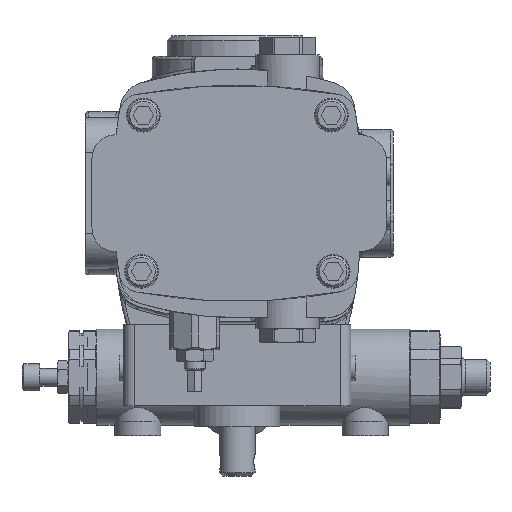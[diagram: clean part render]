
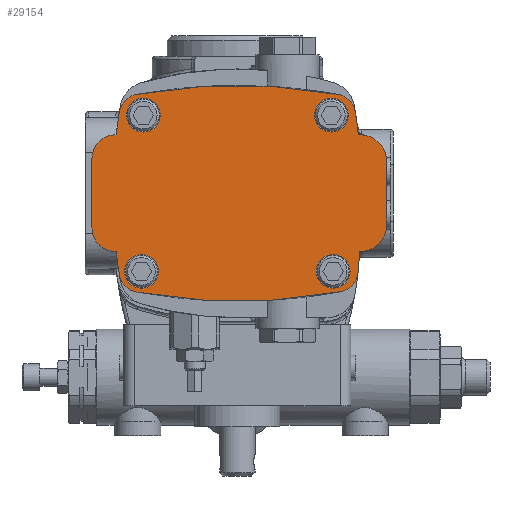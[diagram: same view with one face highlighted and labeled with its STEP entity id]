
A CAD part, front view. The second image highlights one B-rep face of the part: STEP entity #29154.
In plain terms, the highlighted planar face has unit normal (0, 1, 0).
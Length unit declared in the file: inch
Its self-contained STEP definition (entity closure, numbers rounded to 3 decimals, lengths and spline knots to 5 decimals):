
#28065=CARTESIAN_POINT('',(2.13092,-9.748,1.03));
#28066=VERTEX_POINT('',#28065);
#28073=CARTESIAN_POINT('',(2.077,-9.748,1.43455));
#28074=VERTEX_POINT('',#28073);
#28075=CARTESIAN_POINT('',(-3.84,-9.748,0.44));
#28076=DIRECTION('',(0.0,-1.0,0.0));
#28077=DIRECTION('',(0.995,0.0,0.098));
#28078=AXIS2_PLACEMENT_3D('',#28075,#28076,#28077);
#28079=CIRCLE('',#28078,6.0);
#28080=EDGE_CURVE('',#28066,#28074,#28079,.T.);
#28116=CARTESIAN_POINT('',(2.12411,-9.748,-1.40528));
#28117=VERTEX_POINT('',#28116);
#28124=CARTESIAN_POINT('',(2.15347,-9.748,-1.02995));
#28125=VERTEX_POINT('',#28124);
#28126=CARTESIAN_POINT('',(-3.84,-9.748,-0.75));
#28127=DIRECTION('',(0.0,-1.0,0.0));
#28128=DIRECTION('',(0.994,0.0,-0.109));
#28129=AXIS2_PLACEMENT_3D('',#28126,#28127,#28128);
#28130=CIRCLE('',#28129,6.);
#28131=EDGE_CURVE('',#28117,#28125,#28130,.T.);
#28174=CARTESIAN_POINT('',(1.81959,-9.748,-1.73306));
#28175=VERTEX_POINT('',#28174);
#28176=CARTESIAN_POINT('',(1.75135,-9.748,-1.36432));
#28177=DIRECTION('',(0.0,-1.0,0.0));
#28178=DIRECTION('',(0.182,0.0,-0.983));
#28179=AXIS2_PLACEMENT_3D('',#28176,#28177,#28178);
#28180=CIRCLE('',#28179,0.375);
#28181=EDGE_CURVE('',#28175,#28117,#28180,.T.);
#28199=CARTESIAN_POINT('',(-1.74757,-9.748,-1.74612));
#28200=VERTEX_POINT('',#28199);
#28201=CARTESIAN_POINT('',(0.0,-9.748,8.1));
#28202=DIRECTION('',(0.0,-1.0,0.0));
#28203=DIRECTION('',(-0.175,0.0,-0.985));
#28204=AXIS2_PLACEMENT_3D('',#28201,#28202,#28203);
#28205=CIRCLE('',#28204,10.0);
#28206=EDGE_CURVE('',#28200,#28175,#28205,.T.);
#28248=CARTESIAN_POINT('',(1.7737,-9.748,1.74144));
#28249=VERTEX_POINT('',#28248);
#28250=CARTESIAN_POINT('',(-1.7737,-9.748,1.74144));
#28251=VERTEX_POINT('',#28250);
#28252=CARTESIAN_POINT('',(0.0,-9.748,-8.1));
#28253=DIRECTION('',(0.0,-1.0,0.0));
#28254=DIRECTION('',(0.177,0.0,0.984));
#28255=AXIS2_PLACEMENT_3D('',#28252,#28253,#28254);
#28256=CIRCLE('',#28255,10.);
#28257=EDGE_CURVE('',#28249,#28251,#28256,.T.);
#28304=CARTESIAN_POINT('',(1.70719,-9.748,1.37239));
#28305=DIRECTION('',(0.0,-1.0,0.0));
#28306=DIRECTION('',(0.986,0.0,0.166));
#28307=AXIS2_PLACEMENT_3D('',#28304,#28305,#28306);
#28308=CIRCLE('',#28307,0.375);
#28309=EDGE_CURVE('',#28074,#28249,#28308,.T.);
#28390=CARTESIAN_POINT('',(2.63,-9.748,-0.56));
#28391=VERTEX_POINT('',#28390);
#28398=CARTESIAN_POINT('',(2.63,-9.748,0.56));
#28399=VERTEX_POINT('',#28398);
#28400=CARTESIAN_POINT('',(2.63,-9.748,-0.56));
#28401=DIRECTION('',(0.0,0.0,1.0));
#28402=VECTOR('',#28401,1.12);
#28403=LINE('',#28400,#28402);
#28404=EDGE_CURVE('',#28391,#28399,#28403,.T.);
#28428=CARTESIAN_POINT('',(2.16,-9.748,1.03));
#28429=VERTEX_POINT('',#28428);
#28436=CARTESIAN_POINT('',(2.13092,-9.748,1.03));
#28437=DIRECTION('',(1.0,0.0,0.0));
#28438=VECTOR('',#28437,0.02908);
#28439=LINE('',#28436,#28438);
#28440=EDGE_CURVE('',#28066,#28429,#28439,.T.);
#28461=CARTESIAN_POINT('',(2.16,-9.748,-0.56));
#28462=DIRECTION('',(0.0,-1.0,0.0));
#28463=DIRECTION('',(0.0,0.0,-1.0));
#28464=AXIS2_PLACEMENT_3D('',#28461,#28462,#28463);
#28465=CIRCLE('',#28464,0.47);
#28466=EDGE_CURVE('',#28125,#28391,#28465,.T.);
#28481=CARTESIAN_POINT('',(2.16,-9.748,0.56));
#28482=DIRECTION('',(0.0,-1.0,0.0));
#28483=DIRECTION('',(1.0,0.0,0.0));
#28484=AXIS2_PLACEMENT_3D('',#28481,#28482,#28483);
#28485=CIRCLE('',#28484,0.47);
#28486=EDGE_CURVE('',#28399,#28429,#28485,.T.);
#28505=CARTESIAN_POINT('',(1.9845,-9.748,-1.375));
#28506=VERTEX_POINT('',#28505);
#28507=CARTESIAN_POINT('',(1.6875,-9.748,-1.375));
#28508=DIRECTION('',(0.0,-1.0,0.0));
#28509=DIRECTION('',(-1.0,0.0,0.0));
#28510=AXIS2_PLACEMENT_3D('',#28507,#28508,#28509);
#28511=CIRCLE('',#28510,0.297);
#28512=EDGE_CURVE('',#28506,#28506,#28511,.T.);
#28533=CARTESIAN_POINT('',(1.953,-9.748,1.375));
#28534=VERTEX_POINT('',#28533);
#28535=CARTESIAN_POINT('',(1.656,-9.748,1.375));
#28536=DIRECTION('',(0.0,-1.0,0.0));
#28537=DIRECTION('',(-1.0,0.0,0.0));
#28538=AXIS2_PLACEMENT_3D('',#28535,#28536,#28537);
#28539=CIRCLE('',#28538,0.297);
#28540=EDGE_CURVE('',#28534,#28534,#28539,.T.);
#28561=CARTESIAN_POINT('',(-1.3905,-9.748,-1.375));
#28562=VERTEX_POINT('',#28561);
#28563=CARTESIAN_POINT('',(-1.6875,-9.748,-1.375));
#28564=DIRECTION('',(0.0,-1.0,0.0));
#28565=DIRECTION('',(-1.0,0.0,0.0));
#28566=AXIS2_PLACEMENT_3D('',#28563,#28564,#28565);
#28567=CIRCLE('',#28566,0.297);
#28568=EDGE_CURVE('',#28562,#28562,#28567,.T.);
#28589=CARTESIAN_POINT('',(-1.359,-9.748,1.375));
#28590=VERTEX_POINT('',#28589);
#28591=CARTESIAN_POINT('',(-1.656,-9.748,1.375));
#28592=DIRECTION('',(0.0,-1.0,0.0));
#28593=DIRECTION('',(-1.0,0.0,0.0));
#28594=AXIS2_PLACEMENT_3D('',#28591,#28592,#28593);
#28595=CIRCLE('',#28594,0.297);
#28596=EDGE_CURVE('',#28590,#28590,#28595,.T.);
#28933=CARTESIAN_POINT('',(-2.077,-9.748,1.43455));
#28934=VERTEX_POINT('',#28933);
#28935=CARTESIAN_POINT('',(-1.70719,-9.748,1.37239));
#28936=DIRECTION('',(0.0,-1.0,0.0));
#28937=DIRECTION('',(-0.177,0.0,0.984));
#28938=AXIS2_PLACEMENT_3D('',#28935,#28936,#28937);
#28939=CIRCLE('',#28938,0.375);
#28940=EDGE_CURVE('',#28251,#28934,#28939,.T.);
#28958=CARTESIAN_POINT('',(-2.07683,-9.748,-1.43553));
#28959=VERTEX_POINT('',#28958);
#28960=CARTESIAN_POINT('',(-1.70703,-9.748,-1.37331));
#28961=DIRECTION('',(0.0,-1.0,0.0));
#28962=DIRECTION('',(-0.986,0.0,-0.166));
#28963=AXIS2_PLACEMENT_3D('',#28960,#28961,#28962);
#28964=CIRCLE('',#28963,0.375);
#28965=EDGE_CURVE('',#28959,#28200,#28964,.T.);
#29072=CARTESIAN_POINT('',(-2.6638,-9.748,0.00018));
#29073=DIRECTION('',(0.0,1.0,0.0));
#29074=DIRECTION('',(0.0,0.0,1.0));
#29075=AXIS2_PLACEMENT_3D('',#29072,#29073,#29074);
#29076=PLANE('',#29075);
#29077=CARTESIAN_POINT('',(-2.13093,-9.748,-1.0299));
#29078=VERTEX_POINT('',#29077);
#29079=CARTESIAN_POINT('',(3.84,-9.748,-0.44));
#29080=DIRECTION('',(0.0,1.0,0.0));
#29081=DIRECTION('',(-0.986,0.0,-0.166));
#29082=AXIS2_PLACEMENT_3D('',#29079,#29080,#29081);
#29083=CIRCLE('',#29082,6.);
#29084=EDGE_CURVE('',#28959,#29078,#29083,.T.);
#29085=ORIENTED_EDGE('',*,*,#29084,.T.);
#29086=CARTESIAN_POINT('',(-2.56,-9.748,-0.61));
#29087=VERTEX_POINT('',#29086);
#29088=CARTESIAN_POINT('',(-2.14,-9.748,-0.61));
#29089=DIRECTION('',(0.0,1.0,0.0));
#29090=DIRECTION('',(0.0,0.0,-1.0));
#29091=AXIS2_PLACEMENT_3D('',#29088,#29089,#29090);
#29092=CIRCLE('',#29091,0.42);
#29093=EDGE_CURVE('',#29078,#29087,#29092,.T.);
#29094=ORIENTED_EDGE('',*,*,#29093,.T.);
#29095=CARTESIAN_POINT('',(-2.56,-9.748,0.61));
#29096=VERTEX_POINT('',#29095);
#29097=CARTESIAN_POINT('',(-2.56,-9.748,-0.61));
#29098=DIRECTION('',(0.0,0.0,1.0));
#29099=VECTOR('',#29098,1.22);
#29100=LINE('',#29097,#29099);
#29101=EDGE_CURVE('',#29087,#29096,#29100,.T.);
#29102=ORIENTED_EDGE('',*,*,#29101,.T.);
#29103=CARTESIAN_POINT('',(-2.13545,-9.748,1.03));
#29104=VERTEX_POINT('',#29103);
#29105=CARTESIAN_POINT('',(-2.14,-9.748,0.61));
#29106=DIRECTION('',(0.0,1.0,0.0));
#29107=DIRECTION('',(-1.0,0.0,0.0));
#29108=AXIS2_PLACEMENT_3D('',#29105,#29106,#29107);
#29109=CIRCLE('',#29108,0.42);
#29110=EDGE_CURVE('',#29096,#29104,#29109,.T.);
#29111=ORIENTED_EDGE('',*,*,#29110,.T.);
#29112=CARTESIAN_POINT('',(-2.13047,-9.748,1.0345));
#29113=VERTEX_POINT('',#29112);
#29114=CARTESIAN_POINT('',(-2.13545,-9.748,1.035));
#29115=DIRECTION('',(0.0,-1.0,0.0));
#29116=DIRECTION('',(0.0,0.0,-1.0));
#29117=AXIS2_PLACEMENT_3D('',#29114,#29115,#29116);
#29118=CIRCLE('',#29117,0.005);
#29119=EDGE_CURVE('',#29104,#29113,#29118,.T.);
#29120=ORIENTED_EDGE('',*,*,#29119,.T.);
#29121=CARTESIAN_POINT('',(3.84,-9.748,0.44));
#29122=DIRECTION('',(0.0,1.0,0.0));
#29123=DIRECTION('',(-0.995,0.0,0.099));
#29124=AXIS2_PLACEMENT_3D('',#29121,#29122,#29123);
#29125=CIRCLE('',#29124,6.0);
#29126=EDGE_CURVE('',#29113,#28934,#29125,.T.);
#29127=ORIENTED_EDGE('',*,*,#29126,.T.);
#29128=ORIENTED_EDGE('',*,*,#28940,.F.);
#29129=ORIENTED_EDGE('',*,*,#28257,.F.);
#29130=ORIENTED_EDGE('',*,*,#28309,.F.);
#29131=ORIENTED_EDGE('',*,*,#28080,.F.);
#29132=ORIENTED_EDGE('',*,*,#28440,.T.);
#29133=ORIENTED_EDGE('',*,*,#28486,.F.);
#29134=ORIENTED_EDGE('',*,*,#28404,.F.);
#29135=ORIENTED_EDGE('',*,*,#28466,.F.);
#29136=ORIENTED_EDGE('',*,*,#28131,.F.);
#29137=ORIENTED_EDGE('',*,*,#28181,.F.);
#29138=ORIENTED_EDGE('',*,*,#28206,.F.);
#29139=ORIENTED_EDGE('',*,*,#28965,.F.);
#29140=EDGE_LOOP('',(#29085,#29094,#29102,#29111,#29120,#29127,#29128,#29129,#29130,#29131,#29132,#29133,#29134,#29135,#29136,#29137,#29138,#29139));
#29141=FACE_OUTER_BOUND('',#29140,.T.);
#29142=ORIENTED_EDGE('',*,*,#28512,.T.);
#29143=EDGE_LOOP('',(#29142));
#29144=FACE_BOUND('',#29143,.T.);
#29145=ORIENTED_EDGE('',*,*,#28540,.T.);
#29146=EDGE_LOOP('',(#29145));
#29147=FACE_BOUND('',#29146,.T.);
#29148=ORIENTED_EDGE('',*,*,#28568,.T.);
#29149=EDGE_LOOP('',(#29148));
#29150=FACE_BOUND('',#29149,.T.);
#29151=ORIENTED_EDGE('',*,*,#28596,.T.);
#29152=EDGE_LOOP('',(#29151));
#29153=FACE_BOUND('',#29152,.T.);
#29154=ADVANCED_FACE('',(#29141,#29144,#29147,#29150,#29153),#29076,.T.);
